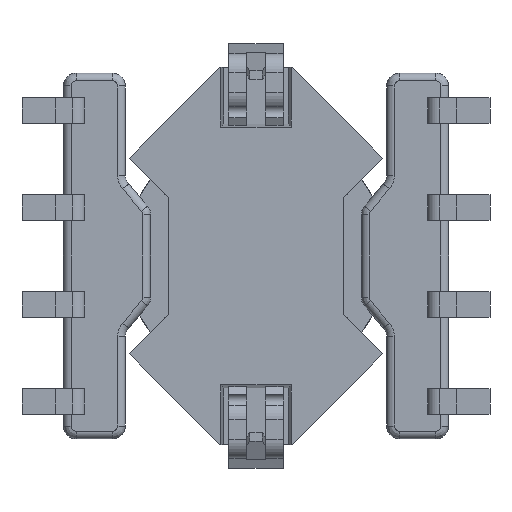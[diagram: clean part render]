
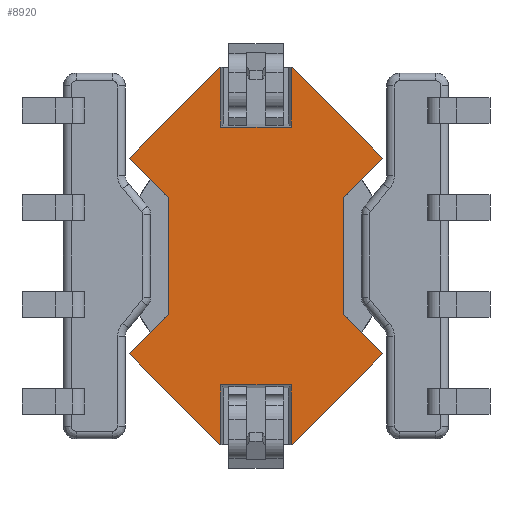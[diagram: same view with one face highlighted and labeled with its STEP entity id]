
A CAD part, front view. The second image highlights one B-rep face of the part: STEP entity #8920.
In plain terms, the highlighted face is planar.
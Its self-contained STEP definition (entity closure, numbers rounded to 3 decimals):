
#939=PLANE('',#9756);
#1420=FACE_OUTER_BOUND('',#1981,.T.);
#1981=EDGE_LOOP('',(#8088,#8089,#8090,#8091,#8092,#8093,#8094,#8095,#8096,
#8097,#8098,#8099,#8100,#8101,#8102,#8103,#8104,#8105,#8106,#8107));
#2733=LINE('',#15040,#3558);
#2738=LINE('',#15050,#3563);
#2742=LINE('',#15058,#3567);
#2748=LINE('',#15070,#3573);
#2756=LINE('',#15088,#3581);
#2758=LINE('',#15092,#3583);
#2760=LINE('',#15097,#3585);
#2762=LINE('',#15101,#3587);
#2765=LINE('',#15106,#3590);
#2766=LINE('',#15109,#3591);
#2768=LINE('',#15113,#3593);
#2771=LINE('',#15120,#3596);
#2773=LINE('',#15124,#3598);
#2775=LINE('',#15127,#3600);
#2776=LINE('',#15130,#3601);
#2777=LINE('',#15132,#3602);
#2778=LINE('',#15133,#3603);
#2779=LINE('',#15135,#3604);
#2780=LINE('',#15137,#3605);
#2781=LINE('',#15138,#3606);
#3558=VECTOR('',#11834,1000.);
#3563=VECTOR('',#11841,1000.);
#3567=VECTOR('',#11847,1000.);
#3573=VECTOR('',#11855,1000.);
#3581=VECTOR('',#11875,1000.);
#3583=VECTOR('',#11879,1000.);
#3585=VECTOR('',#11883,1000.);
#3587=VECTOR('',#11885,1000.);
#3590=VECTOR('',#11890,1000.);
#3591=VECTOR('',#11895,1000.);
#3593=VECTOR('',#11899,1000.);
#3596=VECTOR('',#11904,1000.);
#3598=VECTOR('',#11906,1000.);
#3600=VECTOR('',#11910,1000.);
#3601=VECTOR('',#11913,1000.);
#3602=VECTOR('',#11914,1000.);
#3603=VECTOR('',#11915,1000.);
#3604=VECTOR('',#11916,1000.);
#3605=VECTOR('',#11917,1000.);
#3606=VECTOR('',#11918,1000.);
#4651=VERTEX_POINT('',#15037);
#4652=VERTEX_POINT('',#15039);
#4655=VERTEX_POINT('',#15047);
#4656=VERTEX_POINT('',#15049);
#4658=VERTEX_POINT('',#15055);
#4659=VERTEX_POINT('',#15057);
#4663=VERTEX_POINT('',#15067);
#4664=VERTEX_POINT('',#15069);
#4669=VERTEX_POINT('',#15090);
#4670=VERTEX_POINT('',#15094);
#4672=VERTEX_POINT('',#15098);
#4673=VERTEX_POINT('',#15100);
#4675=VERTEX_POINT('',#15111);
#4678=VERTEX_POINT('',#15118);
#4679=VERTEX_POINT('',#15121);
#4680=VERTEX_POINT('',#15123);
#4681=VERTEX_POINT('',#15129);
#4682=VERTEX_POINT('',#15131);
#4683=VERTEX_POINT('',#15134);
#4684=VERTEX_POINT('',#15136);
#5795=EDGE_CURVE('',#4651,#4652,#2733,.T.);
#5800=EDGE_CURVE('',#4655,#4656,#2738,.T.);
#5804=EDGE_CURVE('',#4659,#4658,#2742,.T.);
#5810=EDGE_CURVE('',#4664,#4663,#2748,.T.);
#5821=EDGE_CURVE('',#4651,#4656,#2756,.T.);
#5823=EDGE_CURVE('',#4655,#4669,#2758,.T.);
#5825=EDGE_CURVE('',#4670,#4669,#2760,.T.);
#5827=EDGE_CURVE('',#4672,#4673,#2762,.T.);
#5830=EDGE_CURVE('',#4672,#4659,#2765,.T.);
#5832=EDGE_CURVE('',#4664,#4658,#2766,.T.);
#5834=EDGE_CURVE('',#4675,#4663,#2768,.T.);
#5837=EDGE_CURVE('',#4675,#4678,#2771,.T.);
#5839=EDGE_CURVE('',#4680,#4679,#2773,.T.);
#5841=EDGE_CURVE('',#4652,#4679,#2775,.T.);
#5842=EDGE_CURVE('',#4681,#4670,#2776,.T.);
#5843=EDGE_CURVE('',#4682,#4681,#2777,.T.);
#5844=EDGE_CURVE('',#4682,#4673,#2778,.T.);
#5845=EDGE_CURVE('',#4683,#4678,#2779,.T.);
#5846=EDGE_CURVE('',#4683,#4684,#2780,.T.);
#5847=EDGE_CURVE('',#4684,#4680,#2781,.T.);
#8088=ORIENTED_EDGE('',*,*,#5842,.F.);
#8089=ORIENTED_EDGE('',*,*,#5843,.F.);
#8090=ORIENTED_EDGE('',*,*,#5844,.T.);
#8091=ORIENTED_EDGE('',*,*,#5827,.F.);
#8092=ORIENTED_EDGE('',*,*,#5830,.T.);
#8093=ORIENTED_EDGE('',*,*,#5804,.T.);
#8094=ORIENTED_EDGE('',*,*,#5832,.F.);
#8095=ORIENTED_EDGE('',*,*,#5810,.T.);
#8096=ORIENTED_EDGE('',*,*,#5834,.F.);
#8097=ORIENTED_EDGE('',*,*,#5837,.T.);
#8098=ORIENTED_EDGE('',*,*,#5845,.F.);
#8099=ORIENTED_EDGE('',*,*,#5846,.T.);
#8100=ORIENTED_EDGE('',*,*,#5847,.T.);
#8101=ORIENTED_EDGE('',*,*,#5839,.T.);
#8102=ORIENTED_EDGE('',*,*,#5841,.F.);
#8103=ORIENTED_EDGE('',*,*,#5795,.F.);
#8104=ORIENTED_EDGE('',*,*,#5821,.T.);
#8105=ORIENTED_EDGE('',*,*,#5800,.F.);
#8106=ORIENTED_EDGE('',*,*,#5823,.T.);
#8107=ORIENTED_EDGE('',*,*,#5825,.F.);
#8920=ADVANCED_FACE('',(#1420),#939,.T.);
#9756=AXIS2_PLACEMENT_3D('',#15128,#11911,#11912);
#11834=DIRECTION('',(0.707,0.,-0.707));
#11841=DIRECTION('',(0.707,0.,0.707));
#11847=DIRECTION('',(0.707,0.,-0.707));
#11855=DIRECTION('',(0.707,0.,0.707));
#11875=DIRECTION('',(-1.,0.,0.));
#11879=DIRECTION('',(-0.707,0.,0.707));
#11883=DIRECTION('',(0.,0.,-1.));
#11885=DIRECTION('',(0.,0.,-1.));
#11890=DIRECTION('',(0.707,0.,0.707));
#11895=DIRECTION('',(-1.,0.,0.));
#11899=DIRECTION('',(-0.707,0.,0.707));
#11904=DIRECTION('',(0.,0.,-1.));
#11906=DIRECTION('',(0.,0.,-1.));
#11910=DIRECTION('',(0.707,0.,0.707));
#11911=DIRECTION('center_axis',(0.,1.,0.));
#11912=DIRECTION('ref_axis',(0.,0.,1.));
#11913=DIRECTION('',(-1.,0.,0.));
#11914=DIRECTION('',(0.,0.,-1.));
#11915=DIRECTION('',(-1.,0.,0.));
#11916=DIRECTION('',(1.,0.,0.));
#11917=DIRECTION('',(0.,0.,-1.));
#11918=DIRECTION('',(1.,0.,0.));
#15037=CARTESIAN_POINT('',(2.276,5.25,-3.4));
#15039=CARTESIAN_POINT('',(3.787,5.25,-4.911));
#15040=CARTESIAN_POINT('',(-0.562,5.25,-0.562));
#15047=CARTESIAN_POINT('',(-3.787,5.25,-4.911));
#15049=CARTESIAN_POINT('',(-2.276,5.25,-3.4));
#15050=CARTESIAN_POINT('',(0.562,5.25,-0.562));
#15055=CARTESIAN_POINT('',(-2.276,5.25,3.4));
#15057=CARTESIAN_POINT('',(-3.787,5.25,4.911));
#15058=CARTESIAN_POINT('',(0.562,5.25,0.562));
#15067=CARTESIAN_POINT('',(3.787,5.25,4.911));
#15069=CARTESIAN_POINT('',(2.276,5.25,3.4));
#15070=CARTESIAN_POINT('',(-0.562,5.25,0.562));
#15088=CARTESIAN_POINT('',(0.,5.25,-3.4));
#15090=CARTESIAN_POINT('',(-7.3,5.25,-1.397));
#15092=CARTESIAN_POINT('',(-4.349,5.25,-4.349));
#15094=CARTESIAN_POINT('',(-7.3,5.25,-1.365));
#15097=CARTESIAN_POINT('',(-7.3,5.25,0.));
#15098=CARTESIAN_POINT('',(-7.3,5.25,1.397));
#15100=CARTESIAN_POINT('',(-7.3,5.25,1.365));
#15101=CARTESIAN_POINT('',(-7.3,5.25,0.));
#15106=CARTESIAN_POINT('',(-4.349,5.25,4.349));
#15109=CARTESIAN_POINT('',(0.,5.25,3.4));
#15111=CARTESIAN_POINT('',(7.3,5.25,1.397));
#15113=CARTESIAN_POINT('',(4.349,5.25,4.349));
#15118=CARTESIAN_POINT('',(7.3,5.25,1.365));
#15120=CARTESIAN_POINT('',(7.3,5.25,0.));
#15121=CARTESIAN_POINT('',(7.3,5.25,-1.397));
#15123=CARTESIAN_POINT('',(7.3,5.25,-1.365));
#15124=CARTESIAN_POINT('',(7.3,5.25,0.));
#15127=CARTESIAN_POINT('',(4.349,5.25,-4.349));
#15128=CARTESIAN_POINT('Origin',(0.,5.25,0.));
#15129=CARTESIAN_POINT('',(-4.985,5.25,-1.365));
#15130=CARTESIAN_POINT('',(0.,5.25,-1.365));
#15131=CARTESIAN_POINT('',(-4.985,5.25,1.365));
#15132=CARTESIAN_POINT('',(-4.985,5.25,0.));
#15133=CARTESIAN_POINT('',(0.,5.25,1.365));
#15134=CARTESIAN_POINT('',(4.985,5.25,1.365));
#15135=CARTESIAN_POINT('',(0.,5.25,1.365));
#15136=CARTESIAN_POINT('',(4.985,5.25,-1.365));
#15137=CARTESIAN_POINT('',(4.985,5.25,0.));
#15138=CARTESIAN_POINT('',(0.,5.25,-1.365));
